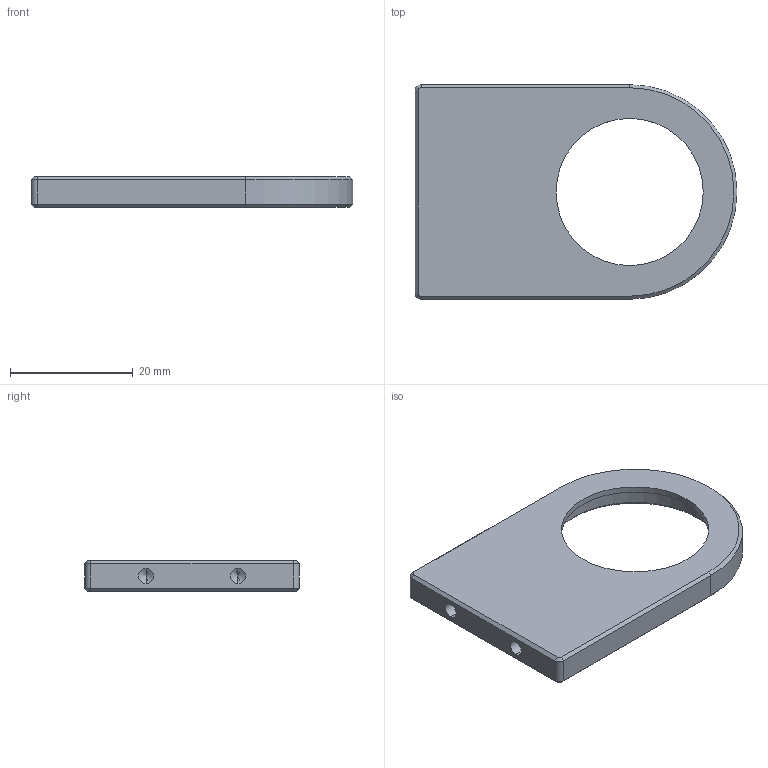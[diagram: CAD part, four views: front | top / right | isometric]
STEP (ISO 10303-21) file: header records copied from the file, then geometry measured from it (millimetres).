
FILE_DESCRIPTION (( 'STEP AP214' ), '1' );
FILE_NAME ('JXS-04-04.STEP', '2026-02-04T18:19:32', ( '1' ), ( '' ), 'SwSTEP 2.0', 'SolidWorks 2020', '' );
FILE_SCHEMA (( 'AUTOMOTIVE_DESIGN' ));
Length unit declared in the file: millimetre
Products named in the file (1): JXS-04-04
Bounding box: 52.5 x 35 x 5 mm (x, y, z)
Volume: 5510.5 mm3; surface area: 3690.2 mm2
Topology: 1 solids, 1 shells, 36 faces, 81 edges, 46 vertices
Faces by surface type: cone 13, plane 12, cylinder 11
Entity records: 1003 total; most frequent: DIRECTION 183, CARTESIAN_POINT 160, ORIENTED_EDGE 154, EDGE_CURVE 77, AXIS2_PLACEMENT_3D 69, VERTEX_POINT 46, VECTOR 45, LINE 45
